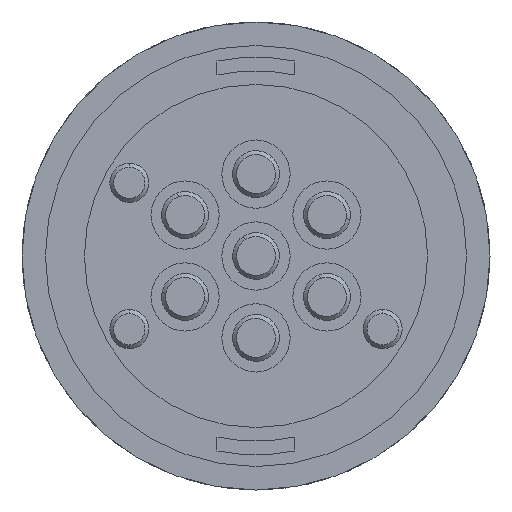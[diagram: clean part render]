
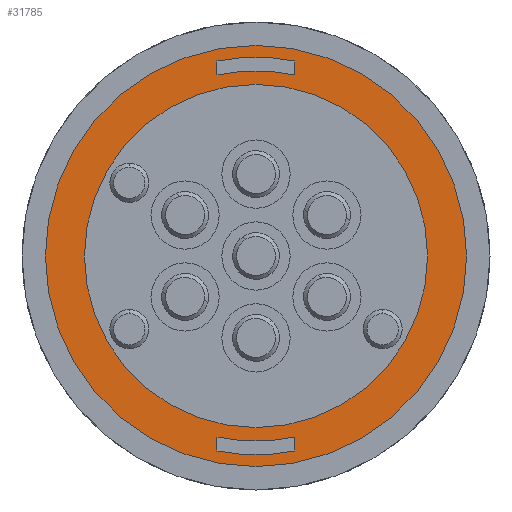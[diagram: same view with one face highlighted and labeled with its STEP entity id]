
A CAD part, front view. The second image highlights one B-rep face of the part: STEP entity #31785.
In plain terms, the highlighted planar face has unit normal (0, -1, 0).
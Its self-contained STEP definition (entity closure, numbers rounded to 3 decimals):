
#152 = EDGE_LOOP ( 'NONE', ( #30816, #202, #15189, #19161 ) ) ;
#202 = ORIENTED_EDGE ( 'NONE', *, *, #32915, .F. ) ;
#640 = CARTESIAN_POINT ( 'NONE',  ( -5.4, -1.85, 0. ) ) ;
#814 = EDGE_CURVE ( 'NONE', #28591, #26467, #34510, .T. ) ;
#1447 = CARTESIAN_POINT ( 'NONE',  ( -1., -1.85, 4.944 ) ) ;
#1578 = DIRECTION ( 'NONE',  ( 0.263, 0., -0.965 ) ) ;
#1699 = DIRECTION ( 'NONE',  ( 0., -1., 0. ) ) ;
#2203 = DIRECTION ( 'NONE',  ( 0., 0., 1. ) ) ;
#2298 = DIRECTION ( 'NONE',  ( 0., -1., 0. ) ) ;
#3878 = EDGE_CURVE ( 'NONE', #35758, #9721, #34363, .T. ) ;
#3904 = CIRCLE ( 'NONE', #8844, 4.75 ) ;
#4368 = CIRCLE ( 'NONE', #26639, 5.1 ) ;
#4434 = FACE_BOUND ( 'NONE', #27745, .T. ) ;
#4542 = CIRCLE ( 'NONE', #26803, 5.1 ) ;
#6540 = EDGE_CURVE ( 'NONE', #9721, #35758, #6685, .T. ) ;
#6685 = CIRCLE ( 'NONE', #24634, 5.4 ) ;
#6714 = DIRECTION ( 'NONE',  ( 0., 0., -1. ) ) ;
#7105 = EDGE_CURVE ( 'NONE', #24362, #16540, #32219, .T. ) ;
#7140 = FACE_BOUND ( 'NONE', #37149, .T. ) ;
#7268 = EDGE_CURVE ( 'NONE', #16540, #20745, #4368, .T. ) ;
#7370 = EDGE_CURVE ( 'NONE', #33145, #24380, #9604, .T. ) ;
#7881 = DIRECTION ( 'NONE',  ( -0.245, 0., -0.969 ) ) ;
#8844 = AXIS2_PLACEMENT_3D ( 'NONE', #25785, #23080, #19776 ) ;
#9106 = EDGE_CURVE ( 'NONE', #26467, #28591, #15662, .T. ) ;
#9604 = LINE ( 'NONE', #21438, #28546 ) ;
#9706 = DIRECTION ( 'NONE',  ( 0., 0., -1. ) ) ;
#9721 = VERTEX_POINT ( 'NONE', #640 ) ;
#10161 = DIRECTION ( 'NONE',  ( 0., 0., -1. ) ) ;
#10362 = PLANE ( 'NONE',  #12213 ) ;
#11183 = DIRECTION ( 'NONE',  ( 0.245, 0., 0.969 ) ) ;
#11369 = CARTESIAN_POINT ( 'NONE',  ( 1., -1.85, 5.001 ) ) ;
#12144 = DIRECTION ( 'NONE',  ( 0., 1., 0. ) ) ;
#12213 = AXIS2_PLACEMENT_3D ( 'NONE', #34236, #19492, #16028 ) ;
#12253 = VERTEX_POINT ( 'NONE', #15540 ) ;
#12782 = CARTESIAN_POINT ( 'NONE',  ( 1., -1.85, -4.644 ) ) ;
#13057 = CARTESIAN_POINT ( 'NONE',  ( 0., -1.85, 0. ) ) ;
#13242 = CARTESIAN_POINT ( 'NONE',  ( 0., -1.85, 0. ) ) ;
#13487 = DIRECTION ( 'NONE',  ( 0., 0., -1. ) ) ;
#13752 = EDGE_CURVE ( 'NONE', #20745, #27539, #16124, .T. ) ;
#14730 = CIRCLE ( 'NONE', #17227, 4.75 ) ;
#15189 = ORIENTED_EDGE ( 'NONE', *, *, #26700, .F. ) ;
#15540 = CARTESIAN_POINT ( 'NONE',  ( 1., -1.85, -5.001 ) ) ;
#15662 = CIRCLE ( 'NONE', #24989, 4.4 ) ;
#16028 = DIRECTION ( 'NONE',  ( 1., 0., 0. ) ) ;
#16124 = LINE ( 'NONE', #1447, #22952 ) ;
#16540 = VERTEX_POINT ( 'NONE', #11369 ) ;
#16798 = EDGE_CURVE ( 'NONE', #32160, #33145, #14730, .T. ) ;
#16991 = CARTESIAN_POINT ( 'NONE',  ( 5.4, -1.85, 0. ) ) ;
#17227 = AXIS2_PLACEMENT_3D ( 'NONE', #28097, #27720, #1578 ) ;
#18175 = ORIENTED_EDGE ( 'NONE', *, *, #814, .F. ) ;
#18796 = CARTESIAN_POINT ( 'NONE',  ( 0., -1.85, 0. ) ) ;
#18931 = ORIENTED_EDGE ( 'NONE', *, *, #25214, .F. ) ;
#19125 = FACE_OUTER_BOUND ( 'NONE', #31303, .T. ) ;
#19161 = ORIENTED_EDGE ( 'NONE', *, *, #7370, .F. ) ;
#19492 = DIRECTION ( 'NONE',  ( 0., 1., 0. ) ) ;
#19776 = DIRECTION ( 'NONE',  ( -0.263, 0., 0.965 ) ) ;
#19802 = CARTESIAN_POINT ( 'NONE',  ( 1., -1.85, 4.583 ) ) ;
#19889 = ORIENTED_EDGE ( 'NONE', *, *, #7105, .F. ) ;
#20533 = VECTOR ( 'NONE', #2203, 1000. ) ;
#20745 = VERTEX_POINT ( 'NONE', #25693 ) ;
#21035 = DIRECTION ( 'NONE',  ( 0., 1., 0. ) ) ;
#21438 = CARTESIAN_POINT ( 'NONE',  ( -1., -1.85, -4.583 ) ) ;
#21979 = ORIENTED_EDGE ( 'NONE', *, *, #9106, .F. ) ;
#22051 = DIRECTION ( 'NONE',  ( 1., 0., 0. ) ) ;
#22952 = VECTOR ( 'NONE', #9706, 1000. ) ;
#23080 = DIRECTION ( 'NONE',  ( 0., 1., 0. ) ) ;
#23451 = VECTOR ( 'NONE', #34924, 1000. ) ;
#24362 = VERTEX_POINT ( 'NONE', #35124 ) ;
#24380 = VERTEX_POINT ( 'NONE', #29316 ) ;
#24634 = AXIS2_PLACEMENT_3D ( 'NONE', #35762, #21035, #29958 ) ;
#24989 = AXIS2_PLACEMENT_3D ( 'NONE', #25716, #2298, #13487 ) ;
#25050 = CARTESIAN_POINT ( 'NONE',  ( 1., -1.85, -4.944 ) ) ;
#25214 = EDGE_CURVE ( 'NONE', #27539, #24362, #3904, .T. ) ;
#25583 = DIRECTION ( 'NONE',  ( 0., -1., 0. ) ) ;
#25693 = CARTESIAN_POINT ( 'NONE',  ( -1., -1.85, 5.001 ) ) ;
#25716 = CARTESIAN_POINT ( 'NONE',  ( 0., -1.85, 0. ) ) ;
#25785 = CARTESIAN_POINT ( 'NONE',  ( 0., -1.85, 0. ) ) ;
#26467 = VERTEX_POINT ( 'NONE', #28127 ) ;
#26483 = CARTESIAN_POINT ( 'NONE',  ( -1., -1.85, 4.644 ) ) ;
#26639 = AXIS2_PLACEMENT_3D ( 'NONE', #18796, #25583, #11183 ) ;
#26700 = EDGE_CURVE ( 'NONE', #24380, #12253, #4542, .T. ) ;
#26803 = AXIS2_PLACEMENT_3D ( 'NONE', #13242, #1699, #7881 ) ;
#26947 = ORIENTED_EDGE ( 'NONE', *, *, #6540, .F. ) ;
#27539 = VERTEX_POINT ( 'NONE', #26483 ) ;
#27671 = ORIENTED_EDGE ( 'NONE', *, *, #3878, .F. ) ;
#27720 = DIRECTION ( 'NONE',  ( 0., 1., 0. ) ) ;
#27745 = EDGE_LOOP ( 'NONE', ( #36080, #29959, #19889, #18931 ) ) ;
#28097 = CARTESIAN_POINT ( 'NONE',  ( 0., -1.85, 0. ) ) ;
#28127 = CARTESIAN_POINT ( 'NONE',  ( 0., -1.85, -4.4 ) ) ;
#28546 = VECTOR ( 'NONE', #6714, 1000. ) ;
#28591 = VERTEX_POINT ( 'NONE', #34905 ) ;
#28728 = LINE ( 'NONE', #25050, #20533 ) ;
#29316 = CARTESIAN_POINT ( 'NONE',  ( -1., -1.85, -5.001 ) ) ;
#29958 = DIRECTION ( 'NONE',  ( -1., 0., 0. ) ) ;
#29959 = ORIENTED_EDGE ( 'NONE', *, *, #7268, .F. ) ;
#30538 = DIRECTION ( 'NONE',  ( 0., -1., 0. ) ) ;
#30816 = ORIENTED_EDGE ( 'NONE', *, *, #16798, .F. ) ;
#31303 = EDGE_LOOP ( 'NONE', ( #27671, #26947 ) ) ;
#31785 = ADVANCED_FACE ( 'NONE', ( #7140, #19125, #4434, #37142 ), #10362, .F. ) ;
#32160 = VERTEX_POINT ( 'NONE', #12782 ) ;
#32219 = LINE ( 'NONE', #19802, #23451 ) ;
#32915 = EDGE_CURVE ( 'NONE', #12253, #32160, #28728, .T. ) ;
#33145 = VERTEX_POINT ( 'NONE', #37203 ) ;
#34236 = CARTESIAN_POINT ( 'NONE',  ( 0., -1.85, 0. ) ) ;
#34363 = CIRCLE ( 'NONE', #38057, 5.4 ) ;
#34510 = CIRCLE ( 'NONE', #37513, 4.4 ) ;
#34905 = CARTESIAN_POINT ( 'NONE',  ( 0., -1.85, 4.4 ) ) ;
#34924 = DIRECTION ( 'NONE',  ( 0., 0., 1. ) ) ;
#35124 = CARTESIAN_POINT ( 'NONE',  ( 1., -1.85, 4.644 ) ) ;
#35758 = VERTEX_POINT ( 'NONE', #16991 ) ;
#35762 = CARTESIAN_POINT ( 'NONE',  ( 0., -1.85, 0. ) ) ;
#36080 = ORIENTED_EDGE ( 'NONE', *, *, #13752, .F. ) ;
#37140 = CARTESIAN_POINT ( 'NONE',  ( 0., -1.85, 0. ) ) ;
#37142 = FACE_BOUND ( 'NONE', #152, .T. ) ;
#37149 = EDGE_LOOP ( 'NONE', ( #21979, #18175 ) ) ;
#37203 = CARTESIAN_POINT ( 'NONE',  ( -1., -1.85, -4.644 ) ) ;
#37513 = AXIS2_PLACEMENT_3D ( 'NONE', #13057, #30538, #10161 ) ;
#38057 = AXIS2_PLACEMENT_3D ( 'NONE', #37140, #12144, #22051 ) ;
